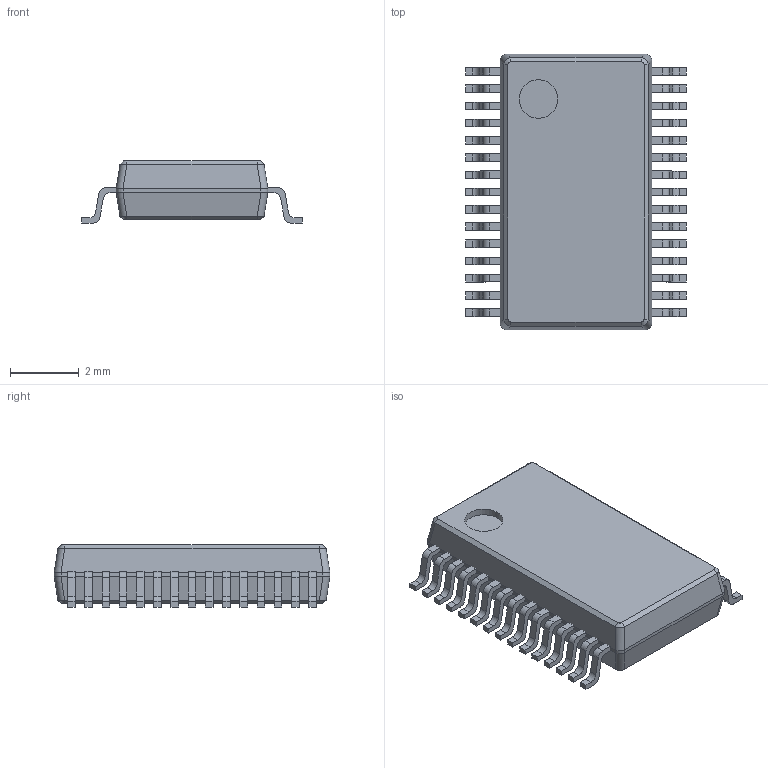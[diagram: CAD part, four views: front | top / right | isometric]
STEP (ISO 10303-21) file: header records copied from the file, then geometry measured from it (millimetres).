
FILE_DESCRIPTION(/* description */ ('STEP AP214'),/* implementation_level */ '2;1');
FILE_NAME(/* name */ '600ca0f5e209c916420e0890',/* time_stamp */ '2021-01-23T22:19:34+00:00',/* author */ (''),/* organization */ (''),/* preprocessor_version */ 'ST-DEVELOPER v18.1',/* originating_system */ ' ',/* authorisation */ ' ');
FILE_SCHEMA (('AUTOMOTIVE_DESIGN {1 0 10303 214 3 1 1}'));
Length unit declared in the file: metre
Products named in the file (2): Leg; Body
Bounding box: 6.4 x 8 x 1.8 mm (x, y, z)
Volume: 61.1 mm3; surface area: 193.8 mm2
Topology: 2 solids, 2 shells, 402 faces, 1175 edges, 778 vertices
Faces by surface type: plane 261, cylinder 133, bspline 8
Full cylindrical faces by diameter (mm): 1.116 x1
Entity records: 13392 total; most frequent: CARTESIAN_POINT 2508, ORIENTED_EDGE 2348, DIRECTION 2200, EDGE_CURVE 1174, LINE 876, VECTOR 876, VERTEX_POINT 778, AXIS2_PLACEMENT_3D 662
